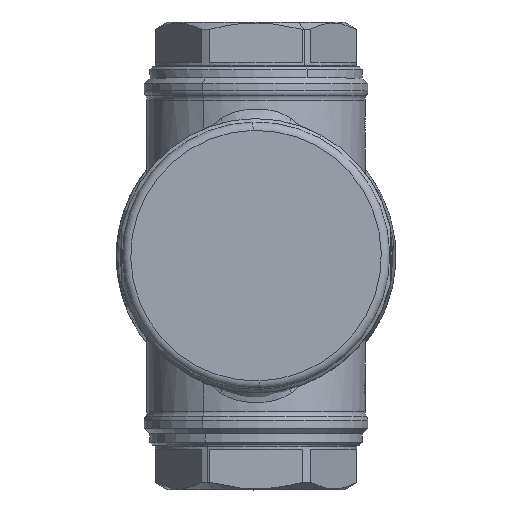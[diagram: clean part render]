
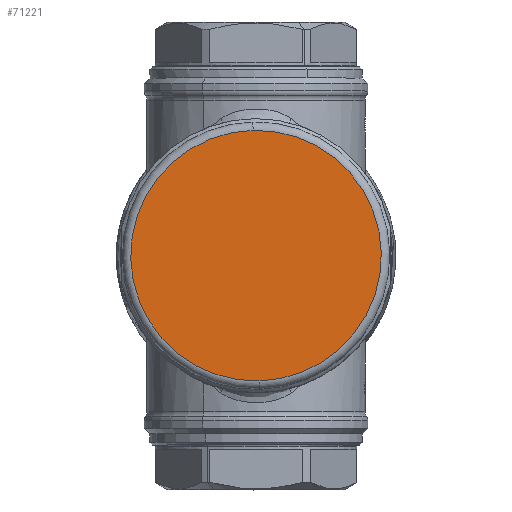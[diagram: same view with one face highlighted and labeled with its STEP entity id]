
A CAD part, top view. The second image highlights one B-rep face of the part: STEP entity #71221.
In plain terms, the highlighted planar face has unit normal (0, 0, 1).
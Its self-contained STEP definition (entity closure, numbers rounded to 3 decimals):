
#71198=CARTESIAN_POINT('Axis2P3D Location',(-11.2,-90.601,35.1)) ;
#71203=CARTESIAN_POINT('Axis2P3D Location',(0.,-110.,35.1)) ;
#71207=CARTESIAN_POINT('Vertex',(0.529,-132.394,35.1)) ;
#71209=CARTESIAN_POINT('Vertex',(-0.529,-87.606,35.1)) ;
#71212=CARTESIAN_POINT('Axis2P3D Location',(0.,-110.,35.1)) ;
#71199=DIRECTION('Axis2P3D Direction',(0.,0.,-1.)) ;
#71200=DIRECTION('Axis2P3D XDirection',(0.866,0.5,0.)) ;
#71204=DIRECTION('Axis2P3D Direction',(0.,0.,-1.)) ;
#71213=DIRECTION('Axis2P3D Direction',(0.,0.,-1.)) ;
#71201=AXIS2_PLACEMENT_3D('Plane Axis2P3D',#71198,#71199,#71200) ;
#71205=AXIS2_PLACEMENT_3D('Circle Axis2P3D',#71203,#71204,$) ;
#71214=AXIS2_PLACEMENT_3D('Circle Axis2P3D',#71212,#71213,$) ;
#71206=CIRCLE('generated circle',#71205,22.4) ;
#71215=CIRCLE('generated circle',#71214,22.4) ;
#71202=PLANE('',#71201) ;
#71211=EDGE_CURVE('',#71208,#71210,#71206,.T.) ;
#71216=EDGE_CURVE('',#71210,#71208,#71215,.T.) ;
#71218=ORIENTED_EDGE('',*,*,#71211,.F.) ;
#71219=ORIENTED_EDGE('',*,*,#71216,.F.) ;
#71217=EDGE_LOOP('',(#71218,#71219)) ;
#71208=VERTEX_POINT('',#71207) ;
#71210=VERTEX_POINT('',#71209) ;
#71221=ADVANCED_FACE('PartBody',(#71220),#71202,.F.) ;
#71220=FACE_OUTER_BOUND('',#71217,.T.) ;
